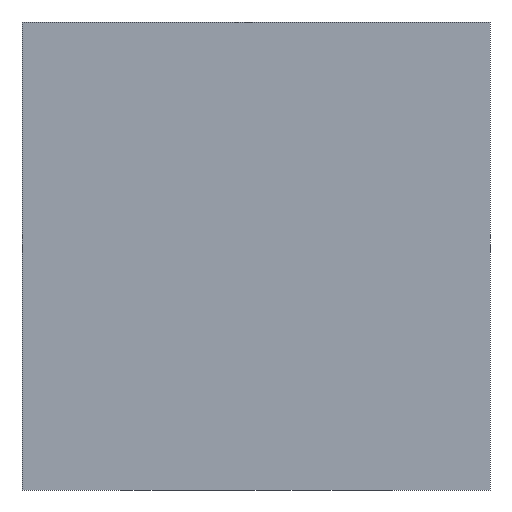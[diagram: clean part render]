
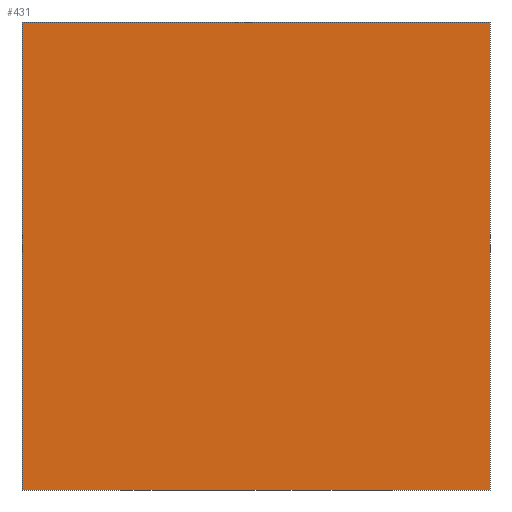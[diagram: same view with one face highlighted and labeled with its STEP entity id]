
A CAD part, left-side view. The second image highlights one B-rep face of the part: STEP entity #431.
In plain terms, the highlighted planar face has unit normal (-1, 0, 0).
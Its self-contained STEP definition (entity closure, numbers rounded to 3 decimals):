
#46=LINE('',#726,#84);
#47=LINE('',#728,#85);
#48=LINE('',#730,#86);
#49=LINE('',#731,#87);
#84=VECTOR('',#586,10.);
#85=VECTOR('',#587,10.);
#86=VECTOR('',#588,10.);
#87=VECTOR('',#589,10.);
#108=PLANE('',#484);
#132=FACE_OUTER_BOUND('',#156,.T.);
#156=EDGE_LOOP('',(#383,#384,#385,#386));
#218=VERTEX_POINT('',#724);
#219=VERTEX_POINT('',#725);
#220=VERTEX_POINT('',#727);
#221=VERTEX_POINT('',#729);
#275=EDGE_CURVE('',#218,#219,#46,.T.);
#276=EDGE_CURVE('',#218,#220,#47,.T.);
#277=EDGE_CURVE('',#221,#220,#48,.T.);
#278=EDGE_CURVE('',#219,#221,#49,.T.);
#383=ORIENTED_EDGE('',*,*,#275,.F.);
#384=ORIENTED_EDGE('',*,*,#276,.T.);
#385=ORIENTED_EDGE('',*,*,#277,.F.);
#386=ORIENTED_EDGE('',*,*,#278,.F.);
#431=ADVANCED_FACE('',(#132),#108,.T.);
#484=AXIS2_PLACEMENT_3D('',#723,#584,#585);
#584=DIRECTION('center_axis',(-1.,0.,0.));
#585=DIRECTION('ref_axis',(0.,-1.,0.));
#586=DIRECTION('',(0.,1.,0.));
#587=DIRECTION('',(0.,0.,1.));
#588=DIRECTION('',(0.,-1.,0.));
#589=DIRECTION('',(0.,0.,1.));
#723=CARTESIAN_POINT('Origin',(-5.,5.,0.));
#724=CARTESIAN_POINT('',(-5.,-5.,0.));
#725=CARTESIAN_POINT('',(-5.,5.,0.));
#726=CARTESIAN_POINT('',(-5.,-5.,0.));
#727=CARTESIAN_POINT('',(-5.,-5.,10.));
#728=CARTESIAN_POINT('',(-5.,-5.,0.));
#729=CARTESIAN_POINT('',(-5.,5.,10.));
#730=CARTESIAN_POINT('',(-5.,-5.,10.));
#731=CARTESIAN_POINT('',(-5.,5.,0.));
